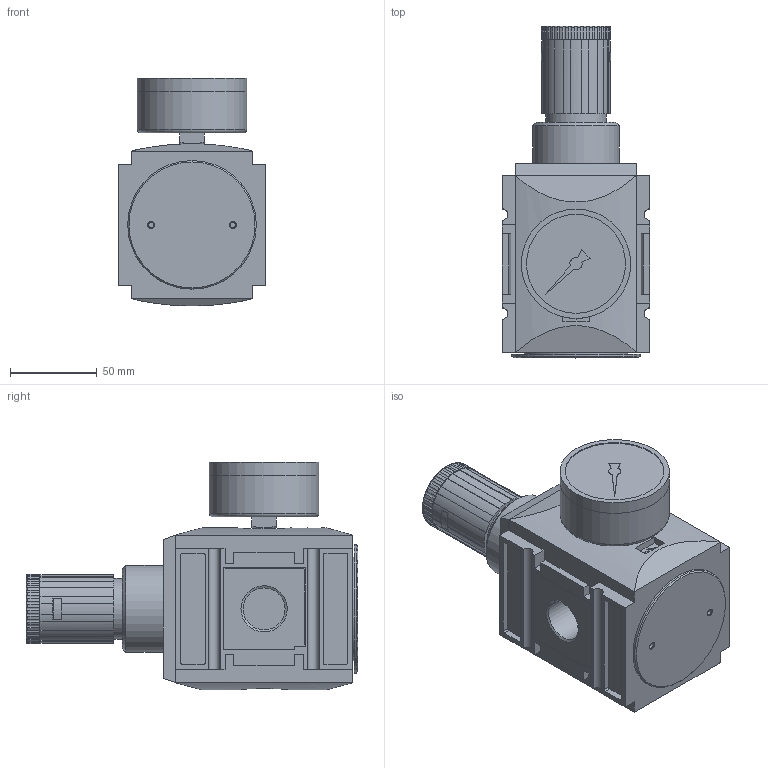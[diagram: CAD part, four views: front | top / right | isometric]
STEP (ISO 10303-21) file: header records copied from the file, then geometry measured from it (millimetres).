
FILE_DESCRIPTION(/* description */ ('','CAx-IF Rec.Pracs.---Representation and Presentation of Product Manufacturing Information (PMI)---3.8---2014-02-18'),/* implementation_level */ '2;1');
FILE_NAME(/* name */ '91704_FF10.stp',/* time_stamp */ '2018-05-09T08:58:35+02:00',/* author */ ('Stefan.Hausmann'),/* organization */ (''),/* preprocessor_version */ 'ST-DEVELOPER v16.13',/* originating_system */ 'Autodesk Inventor 2018',/* authorisation */ '');
FILE_SCHEMA (('AP242_MANAGED_MODEL_BASED_3D_ENGINEERING_MIM_LF { 1 0 10303 442 1 1 4 }'));
Length unit declared in the file: millimetre
Products named in the file (1): 91704_FF10
Bounding box: 85 x 191 x 131.14 mm (x, y, z)
Volume: 964264.6 mm3; surface area: 91710 mm2
Topology: 1 solids, 1 shells, 478 faces, 1254 edges, 819 vertices
Faces by surface type: plane 264, cylinder 162, torus 39, cone 13
Full cylindrical faces by diameter (mm): 3.2 x2, 10.773 x1, 11.445 x1, 16.5 x2, 16.8 x2, 24.117 x2, 32 x2, 35 x1, 50 x1, 57 x1, 60 x1, 62.96 x1, 63 x2, 74 x1
Entity records: 16572 total; most frequent: CARTESIAN_POINT 4306, DIRECTION 2451, ORIENTED_EDGE 2414, EDGE_CURVE 1207, AXIS2_PLACEMENT_3D 883, VERTEX_POINT 808, LINE 685, VECTOR 685
